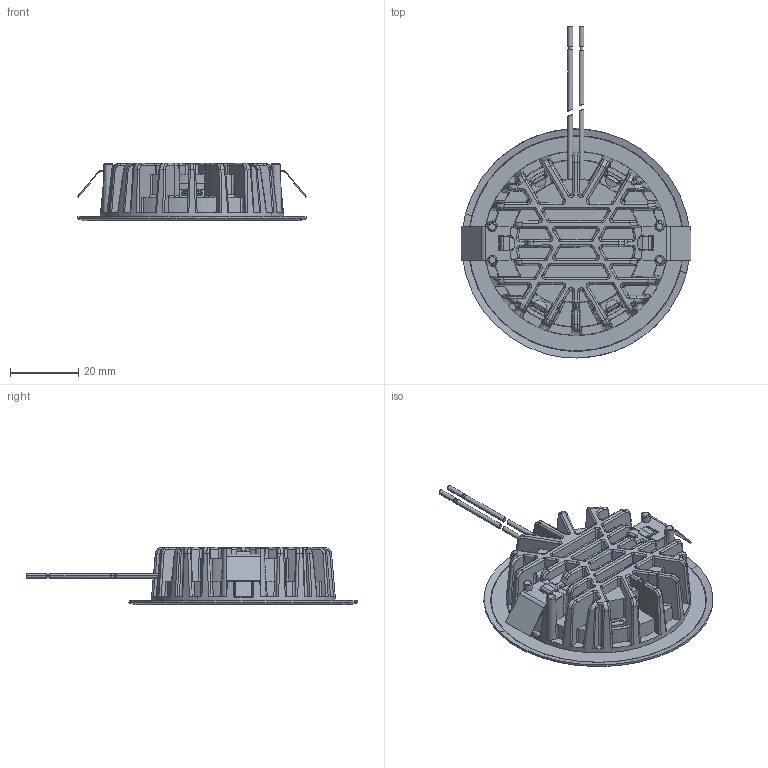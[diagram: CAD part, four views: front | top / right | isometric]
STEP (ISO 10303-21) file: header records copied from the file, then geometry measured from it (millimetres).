
FILE_DESCRIPTION(('Creo Elements/Direct Modeling STEP Export'),'2;1');
FILE_NAME('SOFT_MOBILI.stp','2016-10-12T11:34:27',(''),(''),'PTC Creo Elements/Direct Modeling STEP processor for AP214 (Solid Model)','PTC Creo Elements/Direct Modeling 19.0D 23-Nov-2015 (C) Parametric Technology GmbH','');
FILE_SCHEMA(('AUTOMOTIVE_DESIGN { 1 0 10303 214 1 1 1 1 }'));
Length unit declared in the file: millimetre
Products named in the file (8): PCB.1; cavo_nero; cavo_rosso; cornice_alette_aperte; cornice_alette_aperte.2; molla_legno_b; nastro_termoconduttivo; COMPLESSIVO
Assembly tree (7 placements, depth 2):
  COMPLESSIVO
    nastro_termoconduttivo
    molla_legno_b
    cornice_alette_aperte.2
    cornice_alette_aperte
    cavo_rosso
    cavo_nero
    PCB.1
Bounding box: 67.11 x 97.07 x 16.75 mm (x, y, z)
Volume: 19710.3 mm3; surface area: 27414.2 mm2
Topology: 7 solids, 7 shells, 2242 faces, 6023 edges, 3754 vertices
Faces by surface type: plane 988, bspline 524, cylinder 512, cone 88, torus 70, sphere 43, extrusion 13, revolution 4
Entity records: 117788 total; most frequent: CARTESIAN_POINT 67608, ORIENTED_EDGE 11958, DIRECTION 7829, EDGE_CURVE 5977, VERTEX_POINT 3754, VECTOR 2875, LINE 2862, AXIS2_PLACEMENT_3D 2475
